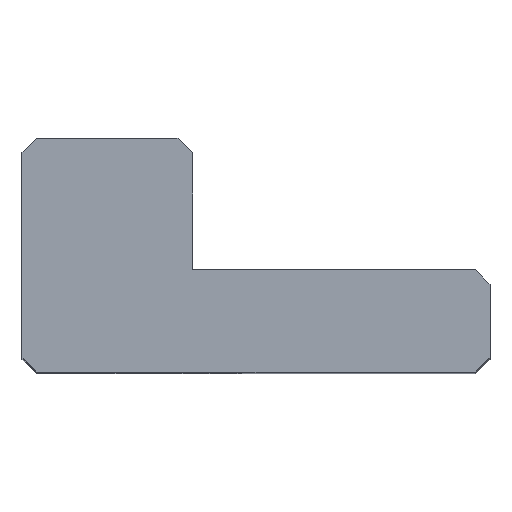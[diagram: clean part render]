
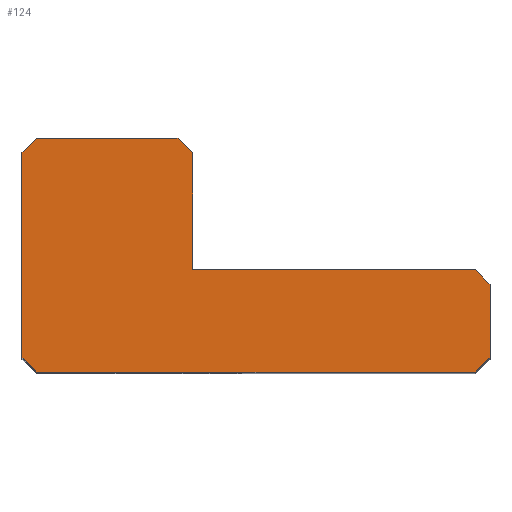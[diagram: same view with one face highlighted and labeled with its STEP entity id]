
A CAD part, top view. The second image highlights one B-rep face of the part: STEP entity #124.
In plain terms, the highlighted planar face has unit normal (0, 0, 1).
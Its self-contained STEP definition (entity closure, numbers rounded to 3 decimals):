
#124=ADVANCED_FACE('',(#184),#159,.T.);
#159=PLANE('',#894);
#184=FACE_OUTER_BOUND('',#232,.T.);
#232=EDGE_LOOP('',(#395,#396,#397,#398,#399,#400,#401,#402,#403,#404,#405));
#395=ORIENTED_EDGE('',*,*,#650,.T.);
#396=ORIENTED_EDGE('',*,*,#659,.F.);
#397=ORIENTED_EDGE('',*,*,#622,.T.);
#398=ORIENTED_EDGE('',*,*,#627,.F.);
#399=ORIENTED_EDGE('',*,*,#633,.T.);
#400=ORIENTED_EDGE('',*,*,#660,.F.);
#401=ORIENTED_EDGE('',*,*,#602,.T.);
#402=ORIENTED_EDGE('',*,*,#661,.F.);
#403=ORIENTED_EDGE('',*,*,#662,.T.);
#404=ORIENTED_EDGE('',*,*,#663,.F.);
#405=ORIENTED_EDGE('',*,*,#582,.T.);
#506=VERTEX_POINT('',#1229);
#507=VERTEX_POINT('',#1231);
#522=VERTEX_POINT('',#1300);
#523=VERTEX_POINT('',#1302);
#538=VERTEX_POINT('',#1339);
#539=VERTEX_POINT('',#1341);
#542=VERTEX_POINT('',#1350);
#546=VERTEX_POINT('',#1362);
#557=VERTEX_POINT('',#1395);
#558=VERTEX_POINT('',#1414);
#559=VERTEX_POINT('',#1416);
#582=EDGE_CURVE('',#507,#506,#698,.T.);
#602=EDGE_CURVE('',#523,#522,#710,.T.);
#622=EDGE_CURVE('',#539,#538,#724,.T.);
#627=EDGE_CURVE('',#542,#538,#728,.T.);
#633=EDGE_CURVE('',#542,#546,#732,.T.);
#650=EDGE_CURVE('',#506,#557,#741,.T.);
#659=EDGE_CURVE('',#539,#557,#746,.T.);
#660=EDGE_CURVE('',#523,#546,#747,.T.);
#661=EDGE_CURVE('',#558,#522,#748,.T.);
#662=EDGE_CURVE('',#558,#559,#749,.T.);
#663=EDGE_CURVE('',#507,#559,#750,.T.);
#698=LINE('',#1230,#778);
#710=LINE('',#1301,#790);
#724=LINE('',#1340,#804);
#728=LINE('',#1351,#808);
#732=LINE('',#1363,#812);
#741=LINE('',#1396,#821);
#746=LINE('',#1410,#826);
#747=LINE('',#1412,#827);
#748=LINE('',#1413,#828);
#749=LINE('',#1415,#829);
#750=LINE('',#1417,#830);
#778=VECTOR('',#943,1.);
#790=VECTOR('',#975,1.);
#804=VECTOR('',#1007,1.);
#808=VECTOR('',#1017,1.);
#812=VECTOR('',#1029,1.);
#821=VECTOR('',#1064,1.);
#826=VECTOR('',#1087,1.);
#827=VECTOR('',#1090,1.);
#828=VECTOR('',#1091,1.);
#829=VECTOR('',#1092,1.);
#830=VECTOR('',#1093,1.);
#894=AXIS2_PLACEMENT_3D('',#1418,#1094,#1095);
#943=DIRECTION('',(-1.,0.,0.));
#975=DIRECTION('',(1.,0.,0.));
#1007=DIRECTION('',(-1.,0.,0.));
#1017=DIRECTION('',(0.707,0.707,0.));
#1029=DIRECTION('',(0.,-1.,0.));
#1064=DIRECTION('',(0.,1.,0.));
#1087=DIRECTION('',(0.707,-0.707,0.));
#1090=DIRECTION('',(-0.707,0.707,0.));
#1091=DIRECTION('',(-0.707,-0.707,0.));
#1092=DIRECTION('',(0.,1.,0.));
#1093=DIRECTION('',(0.707,-0.707,0.));
#1094=DIRECTION('',(0.,0.,1.));
#1095=DIRECTION('',(0.,1.,0.));
#1229=CARTESIAN_POINT('',(-18.5,55.2,12.5));
#1230=CARTESIAN_POINT('',(-12.7,55.2,12.5));
#1231=CARTESIAN_POINT('',(-12.7,55.2,12.5));
#1300=CARTESIAN_POINT('',(-12.7,53.1,12.5));
#1301=CARTESIAN_POINT('',(-21.7,53.1,12.5));
#1302=CARTESIAN_POINT('',(-21.7,53.1,12.5));
#1339=CARTESIAN_POINT('',(-21.7,57.9,12.5));
#1340=CARTESIAN_POINT('',(-18.8,57.9,12.5));
#1341=CARTESIAN_POINT('',(-18.8,57.9,12.5));
#1350=CARTESIAN_POINT('',(-22.,57.6,12.5));
#1351=CARTESIAN_POINT('',(-22.,57.6,12.5));
#1362=CARTESIAN_POINT('',(-22.,53.4,12.5));
#1363=CARTESIAN_POINT('',(-22.,57.6,12.5));
#1395=CARTESIAN_POINT('',(-18.5,57.6,12.5));
#1396=CARTESIAN_POINT('',(-18.5,55.2,12.5));
#1410=CARTESIAN_POINT('',(-18.8,57.9,12.5));
#1412=CARTESIAN_POINT('',(-21.7,53.1,12.5));
#1413=CARTESIAN_POINT('',(-12.4,53.4,12.5));
#1414=CARTESIAN_POINT('',(-12.4,53.4,12.5));
#1415=CARTESIAN_POINT('',(-12.4,53.4,12.5));
#1416=CARTESIAN_POINT('',(-12.4,54.9,12.5));
#1417=CARTESIAN_POINT('',(-12.7,55.2,12.5));
#1418=CARTESIAN_POINT('',(-22.,55.6,12.5));
